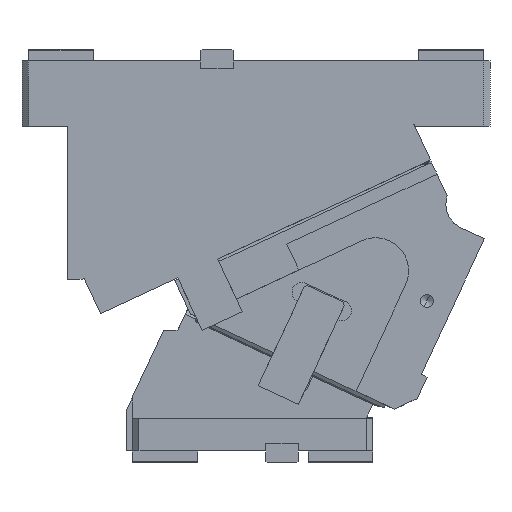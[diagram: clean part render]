
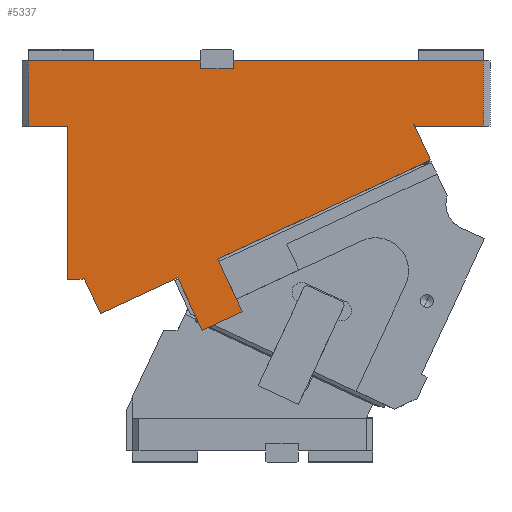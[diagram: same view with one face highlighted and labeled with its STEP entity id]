
A CAD part, front view. The second image highlights one B-rep face of the part: STEP entity #5337.
In plain terms, the highlighted planar face has unit normal (0, -1, 0).
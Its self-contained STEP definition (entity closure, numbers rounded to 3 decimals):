
#409=CARTESIAN_POINT('Vertex',(355.,-125.,-50.)) ;
#412=CARTESIAN_POINT('Line Origine',(328.78,-125.,-50.)) ;
#416=CARTESIAN_POINT('Vertex',(302.561,-125.,-50.)) ;
#579=CARTESIAN_POINT('Vertex',(162.5,-125.,0.)) ;
#582=CARTESIAN_POINT('Line Origine',(258.75,-125.,0.)) ;
#586=CARTESIAN_POINT('Vertex',(355.,-125.,0.)) ;
#1710=CARTESIAN_POINT('Line Origine',(302.264,-125.,-49.364)) ;
#1714=CARTESIAN_POINT('Vertex',(301.968,-125.,-48.728)) ;
#1738=CARTESIAN_POINT('Vertex',(314.193,-125.,-76.129)) ;
#1754=CARTESIAN_POINT('Vertex',(301.515,-125.,-48.94)) ;
#1757=CARTESIAN_POINT('Line Origine',(307.854,-125.,-62.534)) ;
#1937=CARTESIAN_POINT('Line Origine',(301.741,-125.,-48.834)) ;
#2027=CARTESIAN_POINT('Vertex',(47.749,-125.,-167.273)) ;
#2032=CARTESIAN_POINT('Line Origine',(46.969,-125.,-167.636)) ;
#2036=CARTESIAN_POINT('Vertex',(46.189,-125.,-168.)) ;
#2078=CARTESIAN_POINT('Line Origine',(40.594,-125.,-168.)) ;
#2082=CARTESIAN_POINT('Vertex',(35.,-125.,-168.)) ;
#2909=CARTESIAN_POINT('Vertex',(5.,-125.,-50.)) ;
#2912=CARTESIAN_POINT('Line Origine',(5.,-125.,-25.)) ;
#2916=CARTESIAN_POINT('Vertex',(5.,-125.,0.)) ;
#3390=CARTESIAN_POINT('Line Origine',(20.,-125.,-50.)) ;
#3394=CARTESIAN_POINT('Vertex',(35.,-125.,-50.)) ;
#3468=CARTESIAN_POINT('Line Origine',(35.,-125.,-109.)) ;
#5069=CARTESIAN_POINT('Line Origine',(355.,-125.,-25.)) ;
#5090=CARTESIAN_POINT('Vertex',(150.605,-125.,-152.411)) ;
#5095=CARTESIAN_POINT('Line Origine',(160.008,-125.,-172.577)) ;
#5099=CARTESIAN_POINT('Vertex',(169.411,-125.,-192.742)) ;
#5191=CARTESIAN_POINT('Vertex',(138.597,-125.,-207.111)) ;
#5194=CARTESIAN_POINT('Line Origine',(129.194,-125.,-186.946)) ;
#5198=CARTESIAN_POINT('Vertex',(119.79,-125.,-166.78)) ;
#5254=CARTESIAN_POINT('Line Origine',(154.004,-125.,-199.927)) ;
#5266=CARTESIAN_POINT('Axis2P3D Location',(0.,-125.,0.)) ;
#5271=CARTESIAN_POINT('Line Origine',(137.5,-125.,-3.)) ;
#5275=CARTESIAN_POINT('Vertex',(137.5,-125.,-6.)) ;
#5277=CARTESIAN_POINT('Vertex',(137.5,-125.,0.)) ;
#5280=CARTESIAN_POINT('Line Origine',(71.25,-125.,0.)) ;
#5285=CARTESIAN_POINT('Line Origine',(54.088,-125.,-180.867)) ;
#5289=CARTESIAN_POINT('Vertex',(60.427,-125.,-194.462)) ;
#5292=CARTESIAN_POINT('Line Origine',(90.109,-125.,-180.621)) ;
#5297=CARTESIAN_POINT('Line Origine',(232.399,-125.,-114.27)) ;
#5302=CARTESIAN_POINT('Line Origine',(162.5,-125.,-3.)) ;
#5306=CARTESIAN_POINT('Vertex',(162.5,-125.,-6.)) ;
#5309=CARTESIAN_POINT('Line Origine',(150.,-125.,-6.)) ;
#413=DIRECTION('Vector Direction',(-1.,0.,0.)) ;
#583=DIRECTION('Vector Direction',(1.,0.,0.)) ;
#1711=DIRECTION('Vector Direction',(-0.423,0.,0.906)) ;
#1758=DIRECTION('Vector Direction',(0.423,0.,-0.906)) ;
#1938=DIRECTION('Vector Direction',(-0.906,0.,-0.423)) ;
#2033=DIRECTION('Vector Direction',(-0.906,0.,-0.423)) ;
#2079=DIRECTION('Vector Direction',(-1.,0.,0.)) ;
#2913=DIRECTION('Vector Direction',(0.,0.,-1.)) ;
#3391=DIRECTION('Vector Direction',(1.,0.,0.)) ;
#3469=DIRECTION('Vector Direction',(0.,0.,-1.)) ;
#5070=DIRECTION('Vector Direction',(0.,0.,1.)) ;
#5096=DIRECTION('Vector Direction',(-0.423,0.,0.906)) ;
#5195=DIRECTION('Vector Direction',(-0.423,0.,0.906)) ;
#5255=DIRECTION('Vector Direction',(0.906,0.,0.423)) ;
#5267=DIRECTION('Axis2P3D Direction',(0.,1.,0.)) ;
#5268=DIRECTION('Axis2P3D XDirection',(0.,0.,1.)) ;
#5272=DIRECTION('Vector Direction',(0.,0.,1.)) ;
#5281=DIRECTION('Vector Direction',(1.,0.,0.)) ;
#5286=DIRECTION('Vector Direction',(-0.423,0.,0.906)) ;
#5293=DIRECTION('Vector Direction',(-0.906,0.,-0.423)) ;
#5298=DIRECTION('Vector Direction',(-0.906,0.,-0.423)) ;
#5303=DIRECTION('Vector Direction',(0.,0.,-1.)) ;
#5310=DIRECTION('Vector Direction',(1.,0.,0.)) ;
#5269=AXIS2_PLACEMENT_3D('Plane Axis2P3D',#5266,#5267,#5268) ;
#5315=ORIENTED_EDGE('',*,*,#5279,.T.) ;
#5316=ORIENTED_EDGE('',*,*,#5284,.F.) ;
#5317=ORIENTED_EDGE('',*,*,#2918,.T.) ;
#5318=ORIENTED_EDGE('',*,*,#3396,.T.) ;
#5319=ORIENTED_EDGE('',*,*,#3472,.T.) ;
#5320=ORIENTED_EDGE('',*,*,#2084,.F.) ;
#5321=ORIENTED_EDGE('',*,*,#2038,.F.) ;
#5322=ORIENTED_EDGE('',*,*,#5291,.T.) ;
#5323=ORIENTED_EDGE('',*,*,#5296,.T.) ;
#5324=ORIENTED_EDGE('',*,*,#5200,.F.) ;
#5325=ORIENTED_EDGE('',*,*,#5258,.T.) ;
#5326=ORIENTED_EDGE('',*,*,#5101,.T.) ;
#5327=ORIENTED_EDGE('',*,*,#5301,.T.) ;
#5328=ORIENTED_EDGE('',*,*,#1761,.T.) ;
#5329=ORIENTED_EDGE('',*,*,#1941,.F.) ;
#5330=ORIENTED_EDGE('',*,*,#1716,.F.) ;
#5331=ORIENTED_EDGE('',*,*,#418,.F.) ;
#5332=ORIENTED_EDGE('',*,*,#5073,.T.) ;
#5333=ORIENTED_EDGE('',*,*,#588,.F.) ;
#5334=ORIENTED_EDGE('',*,*,#5308,.T.) ;
#5335=ORIENTED_EDGE('',*,*,#5313,.F.) ;
#414=VECTOR('Line Direction',#413,1.) ;
#584=VECTOR('Line Direction',#583,1.) ;
#1712=VECTOR('Line Direction',#1711,1.) ;
#1759=VECTOR('Line Direction',#1758,1.) ;
#1939=VECTOR('Line Direction',#1938,1.) ;
#2034=VECTOR('Line Direction',#2033,1.) ;
#2080=VECTOR('Line Direction',#2079,1.) ;
#2914=VECTOR('Line Direction',#2913,1.) ;
#3392=VECTOR('Line Direction',#3391,1.) ;
#3470=VECTOR('Line Direction',#3469,1.) ;
#5071=VECTOR('Line Direction',#5070,1.) ;
#5097=VECTOR('Line Direction',#5096,1.) ;
#5196=VECTOR('Line Direction',#5195,1.) ;
#5256=VECTOR('Line Direction',#5255,1.) ;
#5273=VECTOR('Line Direction',#5272,1.) ;
#5282=VECTOR('Line Direction',#5281,1.) ;
#5287=VECTOR('Line Direction',#5286,1.) ;
#5294=VECTOR('Line Direction',#5293,1.) ;
#5299=VECTOR('Line Direction',#5298,1.) ;
#5304=VECTOR('Line Direction',#5303,1.) ;
#5311=VECTOR('Line Direction',#5310,1.) ;
#5337=ADVANCED_FACE('CAM HOLDER',(#5336),#5270,.F.) ;
#418=EDGE_CURVE('',#410,#417,#415,.T.) ;
#588=EDGE_CURVE('',#580,#587,#585,.T.) ;
#1716=EDGE_CURVE('',#417,#1715,#1713,.T.) ;
#1761=EDGE_CURVE('',#1739,#1755,#1760,.F.) ;
#1941=EDGE_CURVE('',#1715,#1755,#1940,.T.) ;
#2038=EDGE_CURVE('',#2028,#2037,#2035,.T.) ;
#2084=EDGE_CURVE('',#2037,#2083,#2081,.T.) ;
#2918=EDGE_CURVE('',#2917,#2910,#2915,.T.) ;
#3396=EDGE_CURVE('',#2910,#3395,#3393,.T.) ;
#3472=EDGE_CURVE('',#3395,#2083,#3471,.T.) ;
#5073=EDGE_CURVE('',#410,#587,#5072,.T.) ;
#5101=EDGE_CURVE('',#5100,#5091,#5098,.T.) ;
#5200=EDGE_CURVE('',#5192,#5199,#5197,.T.) ;
#5258=EDGE_CURVE('',#5192,#5100,#5257,.T.) ;
#5279=EDGE_CURVE('',#5276,#5278,#5274,.T.) ;
#5284=EDGE_CURVE('',#2917,#5278,#5283,.T.) ;
#5291=EDGE_CURVE('',#2028,#5290,#5288,.F.) ;
#5296=EDGE_CURVE('',#5290,#5199,#5295,.F.) ;
#5301=EDGE_CURVE('',#5091,#1739,#5300,.F.) ;
#5308=EDGE_CURVE('',#580,#5307,#5305,.T.) ;
#5313=EDGE_CURVE('',#5276,#5307,#5312,.T.) ;
#5314=EDGE_LOOP('',(#5315,#5316,#5317,#5318,#5319,#5320,#5321,#5322,#5323,#5324,#5325,#5326,#5327,#5328,#5329,#5330,#5331,#5332,#5333,#5334,#5335)) ;
#5336=FACE_OUTER_BOUND('',#5314,.T.) ;
#415=LINE('Line',#412,#414) ;
#585=LINE('Line',#582,#584) ;
#1713=LINE('Line',#1710,#1712) ;
#1760=LINE('Line',#1757,#1759) ;
#1940=LINE('Line',#1937,#1939) ;
#2035=LINE('Line',#2032,#2034) ;
#2081=LINE('Line',#2078,#2080) ;
#2915=LINE('Line',#2912,#2914) ;
#3393=LINE('Line',#3390,#3392) ;
#3471=LINE('Line',#3468,#3470) ;
#5072=LINE('Line',#5069,#5071) ;
#5098=LINE('Line',#5095,#5097) ;
#5197=LINE('Line',#5194,#5196) ;
#5257=LINE('Line',#5254,#5256) ;
#5274=LINE('Line',#5271,#5273) ;
#5283=LINE('Line',#5280,#5282) ;
#5288=LINE('Line',#5285,#5287) ;
#5295=LINE('Line',#5292,#5294) ;
#5300=LINE('Line',#5297,#5299) ;
#5305=LINE('Line',#5302,#5304) ;
#5312=LINE('Line',#5309,#5311) ;
#5270=PLANE('Plane',#5269) ;
#410=VERTEX_POINT('',#409) ;
#417=VERTEX_POINT('',#416) ;
#580=VERTEX_POINT('',#579) ;
#587=VERTEX_POINT('',#586) ;
#1715=VERTEX_POINT('',#1714) ;
#1739=VERTEX_POINT('',#1738) ;
#1755=VERTEX_POINT('',#1754) ;
#2028=VERTEX_POINT('',#2027) ;
#2037=VERTEX_POINT('',#2036) ;
#2083=VERTEX_POINT('',#2082) ;
#2910=VERTEX_POINT('',#2909) ;
#2917=VERTEX_POINT('',#2916) ;
#3395=VERTEX_POINT('',#3394) ;
#5091=VERTEX_POINT('',#5090) ;
#5100=VERTEX_POINT('',#5099) ;
#5192=VERTEX_POINT('',#5191) ;
#5199=VERTEX_POINT('',#5198) ;
#5276=VERTEX_POINT('',#5275) ;
#5278=VERTEX_POINT('',#5277) ;
#5290=VERTEX_POINT('',#5289) ;
#5307=VERTEX_POINT('',#5306) ;
